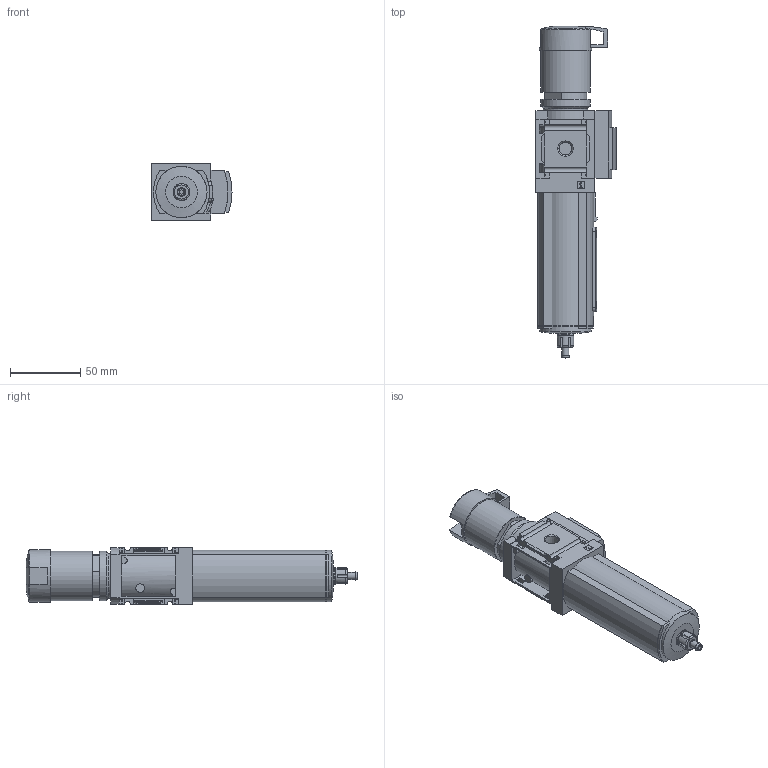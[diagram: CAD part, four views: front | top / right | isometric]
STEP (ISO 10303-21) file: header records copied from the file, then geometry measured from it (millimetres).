
FILE_DESCRIPTION(/* description */ ('STEP AP214'),/* implementation_level */ '2;1');
FILE_NAME(/* name */ '535734_MS4N-LFR-1_8-D7-CUM-AS',/* time_stamp */ '2024-09-09T21:50:34+02:00',/* author */ ('License CC BY-ND 4.0'),/* organization */ ('CADENAS'),/* preprocessor_version */ 'ST-DEVELOPER v19.3',/* originating_system */ 'PARTsolutions',/* authorisation */ ' ');
FILE_SCHEMA (('AUTOMOTIVE_DESIGN {1 0 10303 214 3 1 1}'));
Length unit declared in the file: millimetre
Products named in the file (4): 535734 MS4N-LFR-1/8-D7-CUM-AS; 527694 MS4N-LFR-1/8-D7-C-U-M-AS-0D; 526489 MS4-LFR-M; 3343944 LRP-...-6
Assembly tree (3 placements, depth 2):
  535734 MS4N-LFR-1/8-D7-CUM-AS
    527694 MS4N-LFR-1/8-D7-C-U-M-AS-0D
    526489 MS4-LFR-M
    3343944 LRP-...-6
Bounding box: 57 x 236.1 x 40.2 mm (x, y, z)
Volume: 285254.3 mm3; surface area: 41695 mm2
Topology: 3 solids, 3 shells, 371 faces, 989 edges, 644 vertices
Faces by surface type: plane 247, cylinder 84, cone 28, torus 12
Full cylindrical faces by diameter (mm): 3 x1, 5 x1, 6.1 x1, 6.2 x2, 12 x2, 28.376 x1, 31.6 x1, 35 x1, 35.2 x1, 36.4 x1, 37.2 x1
Entity records: 13765 total; most frequent: CARTESIAN_POINT 2206, ORIENTED_EDGE 1916, DIRECTION 1890, EDGE_CURVE 958, LINE 666, VECTOR 666, VERTEX_POINT 640, AXIS2_PLACEMENT_3D 612
